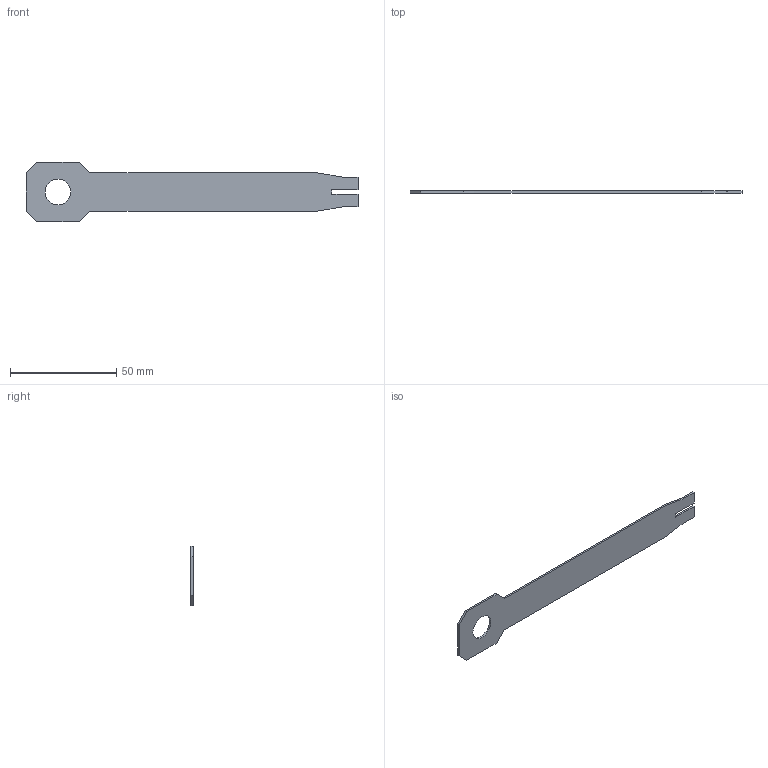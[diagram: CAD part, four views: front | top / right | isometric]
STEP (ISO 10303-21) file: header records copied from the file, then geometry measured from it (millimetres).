
FILE_DESCRIPTION(/* description */ (''),/* implementation_level */ '2;1');
FILE_NAME(/* name */ 'Component6.step',/* time_stamp */ '2025-10-14T21:22:25+09:00',/* author */ (''),/* organization */ (''),/* preprocessor_version */ 'ST-DEVELOPER v20.1',/* originating_system */ 'Autodesk Translation Framework v14.17.0.0',/* authorisation */ '');
FILE_SCHEMA (('AUTOMOTIVE_DESIGN { 1 0 10303 214 3 1 1 }'));
Length unit declared in the file: millimetre
Products named in the file (1): 2025-10-14-21-22-25-074
Bounding box: 155.94 x 1 x 28 mm (x, y, z)
Volume: 2866.5 mm3; surface area: 6148 mm2
Topology: 1 solids, 1 shells, 24 faces, 66 edges, 44 vertices
Faces by surface type: plane 23, cylinder 1
Full cylindrical faces by diameter (mm): 12 x1
Entity records: 789 total; most frequent: CARTESIAN_POINT 135, ORIENTED_EDGE 132, DIRECTION 118, EDGE_CURVE 66, LINE 64, VECTOR 64, VERTEX_POINT 44, AXIS2_PLACEMENT_3D 27
